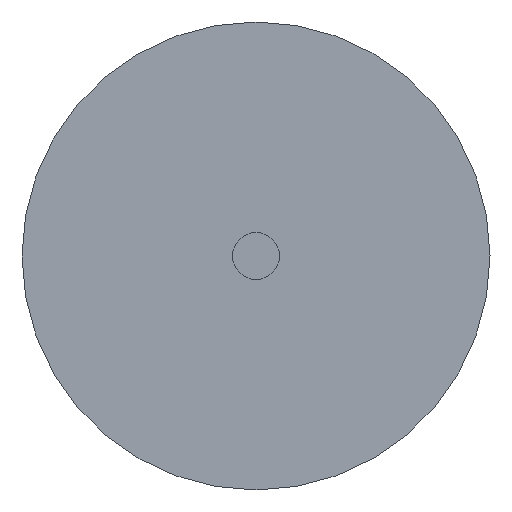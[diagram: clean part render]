
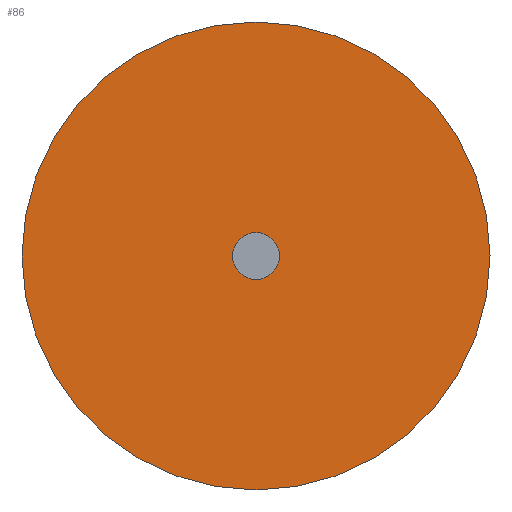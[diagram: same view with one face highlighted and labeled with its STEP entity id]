
A CAD part, left-side view. The second image highlights one B-rep face of the part: STEP entity #86.
In plain terms, the highlighted planar face has unit normal (-1, 0, 0).
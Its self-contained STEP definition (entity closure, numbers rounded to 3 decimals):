
#16=PLANE('',#101);
#26=FACE_OUTER_BOUND('',#36,.T.);
#36=EDGE_LOOP('',(#66));
#47=CIRCLE('',#100,4.);
#53=VERTEX_POINT('',#149);
#59=EDGE_CURVE('',#53,#53,#47,.T.);
#66=ORIENTED_EDGE('',*,*,#59,.T.);
#86=ADVANCED_FACE('',(#26),#16,.F.);
#100=AXIS2_PLACEMENT_3D('',#150,#119,#120);
#101=AXIS2_PLACEMENT_3D('',#151,#121,#122);
#119=DIRECTION('center_axis',(-1.,0.,0.));
#120=DIRECTION('ref_axis',(0.,-1.,0.));
#121=DIRECTION('center_axis',(1.,0.,0.));
#122=DIRECTION('ref_axis',(0.,0.,-1.));
#149=CARTESIAN_POINT('',(0.,4.,0.));
#150=CARTESIAN_POINT('Origin',(0.,0.,0.));
#151=CARTESIAN_POINT('Origin',(0.,0.,0.));
